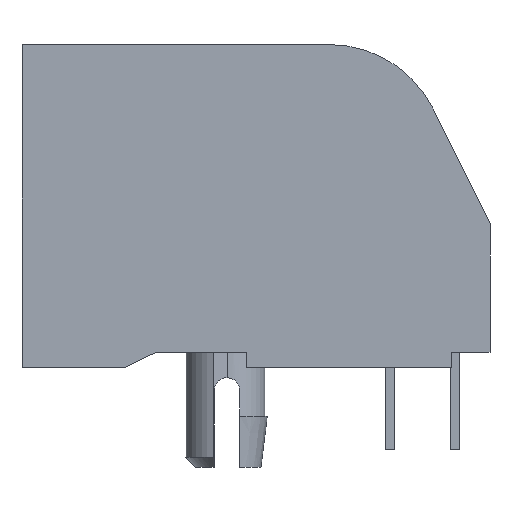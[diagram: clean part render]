
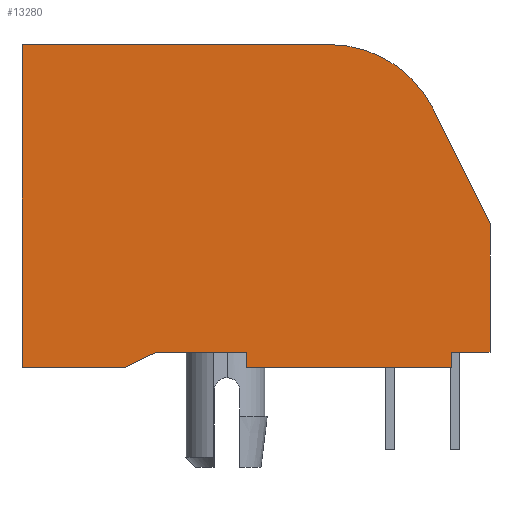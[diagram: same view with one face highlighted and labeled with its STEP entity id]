
A CAD part, front view. The second image highlights one B-rep face of the part: STEP entity #13280.
In plain terms, the highlighted planar face has unit normal (0, -1, 0).
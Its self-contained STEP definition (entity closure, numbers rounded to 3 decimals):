
#242=CIRCLE('',#13796,4.513);
#2013=ORIENTED_EDGE('',*,*,#4262,.T.);
#2014=ORIENTED_EDGE('',*,*,#4263,.T.);
#2015=ORIENTED_EDGE('',*,*,#4264,.T.);
#2016=ORIENTED_EDGE('',*,*,#4181,.T.);
#2017=ORIENTED_EDGE('',*,*,#3382,.T.);
#2018=ORIENTED_EDGE('',*,*,#4197,.F.);
#2019=ORIENTED_EDGE('',*,*,#4198,.T.);
#2020=ORIENTED_EDGE('',*,*,#4191,.T.);
#2021=ORIENTED_EDGE('',*,*,#3378,.T.);
#2022=ORIENTED_EDGE('',*,*,#3991,.T.);
#2023=ORIENTED_EDGE('',*,*,#4253,.T.);
#2024=ORIENTED_EDGE('',*,*,#4030,.T.);
#3378=EDGE_CURVE('',#4771,#4770,#5717,.T.);
#3382=EDGE_CURVE('',#4775,#4774,#5721,.T.);
#3991=EDGE_CURVE('',#4770,#5184,#6224,.T.);
#4030=EDGE_CURVE('',#5205,#5204,#242,.T.);
#4181=EDGE_CURVE('',#5330,#4775,#6395,.T.);
#4191=EDGE_CURVE('',#5335,#4771,#6405,.T.);
#4197=EDGE_CURVE('',#5338,#4774,#6411,.T.);
#4198=EDGE_CURVE('',#5338,#5335,#6412,.T.);
#4253=EDGE_CURVE('',#5184,#5205,#6453,.T.);
#4262=EDGE_CURVE('',#5204,#5371,#6460,.T.);
#4263=EDGE_CURVE('',#5371,#5372,#6461,.T.);
#4264=EDGE_CURVE('',#5372,#5330,#6462,.T.);
#4770=VERTEX_POINT('',#17034);
#4771=VERTEX_POINT('',#17036);
#4774=VERTEX_POINT('',#17042);
#4775=VERTEX_POINT('',#17044);
#5184=VERTEX_POINT('',#18507);
#5204=VERTEX_POINT('',#18580);
#5205=VERTEX_POINT('',#18582);
#5330=VERTEX_POINT('',#18891);
#5335=VERTEX_POINT('',#18912);
#5338=VERTEX_POINT('',#18922);
#5371=VERTEX_POINT('',#19072);
#5372=VERTEX_POINT('',#19074);
#5717=LINE('',#17035,#6988);
#5721=LINE('',#17043,#6992);
#6224=LINE('',#18508,#7495);
#6395=LINE('',#18890,#7666);
#6405=LINE('',#18911,#7676);
#6411=LINE('',#18923,#7682);
#6412=LINE('',#18925,#7683);
#6453=LINE('',#19053,#7724);
#6460=LINE('',#19071,#7731);
#6461=LINE('',#19073,#7732);
#6462=LINE('',#19075,#7733);
#6988=VECTOR('',#14388,1000.);
#6992=VECTOR('',#14392,1000.);
#7495=VECTOR('',#15403,1000.);
#7666=VECTOR('',#15706,1000.);
#7676=VECTOR('',#15728,1000.);
#7682=VECTOR('',#15738,1000.);
#7683=VECTOR('',#15741,1000.);
#7724=VECTOR('',#15848,1000.);
#7731=VECTOR('',#15865,1000.);
#7732=VECTOR('',#15866,1000.);
#7733=VECTOR('',#15867,1000.);
#8404=EDGE_LOOP('',(#2013,#2014,#2015,#2016,#2017,#2018,#2019,#2020,#2021,
#2022,#2023,#2024));
#8903=FACE_BOUND('',#8404,.T.);
#9337=PLANE('',#13888);
#13280=ADVANCED_FACE('',(#8903),#9337,.T.);
#13796=AXIS2_PLACEMENT_3D('',#18581,#15476,#15477);
#13888=AXIS2_PLACEMENT_3D('',#19070,#15863,#15864);
#14388=DIRECTION('',(1.,0.,0.));
#14392=DIRECTION('',(1.,0.,0.));
#15403=DIRECTION('',(0.,0.,1.));
#15476=DIRECTION('',(0.,-1.,0.));
#15477=DIRECTION('',(1.,0.,0.));
#15706=DIRECTION('',(0.903,0.,0.43));
#15728=DIRECTION('',(0.,0.,1.));
#15738=DIRECTION('',(0.,0.,1.));
#15741=DIRECTION('',(1.,0.,0.));
#15848=DIRECTION('',(-0.443,0.,0.897));
#15863=DIRECTION('',(0.,-1.,0.));
#15864=DIRECTION('',(0.,0.,-1.));
#15865=DIRECTION('',(-1.,0.,0.));
#15866=DIRECTION('',(0.,0.,-1.));
#15867=DIRECTION('',(1.,0.,0.));
#17034=CARTESIAN_POINT('',(12.26,-7.62,-5.7));
#17035=CARTESIAN_POINT('',(-0.74,-7.62,-5.7));
#17036=CARTESIAN_POINT('',(10.76,-7.62,-5.7));
#17042=CARTESIAN_POINT('',(2.76,-7.62,-5.7));
#17043=CARTESIAN_POINT('',(-0.74,-7.62,-5.7));
#17044=CARTESIAN_POINT('',(-0.74,-7.62,-5.7));
#18507=CARTESIAN_POINT('',(12.26,-7.62,-0.7));
#18508=CARTESIAN_POINT('',(12.26,-7.62,-5.7));
#18580=CARTESIAN_POINT('',(6.,-7.62,6.3));
#18581=CARTESIAN_POINT('',(6.,-7.62,1.787));
#18582=CARTESIAN_POINT('',(10.047,-7.62,3.784));
#18890=CARTESIAN_POINT('',(-2.,-7.62,-6.3));
#18891=CARTESIAN_POINT('',(-2.,-7.62,-6.3));
#18911=CARTESIAN_POINT('',(10.76,-7.62,-6.3));
#18912=CARTESIAN_POINT('',(10.76,-7.62,-6.3));
#18922=CARTESIAN_POINT('',(2.76,-7.62,-6.3));
#18923=CARTESIAN_POINT('',(2.76,-7.62,-6.3));
#18925=CARTESIAN_POINT('',(2.76,-7.62,-6.3));
#19053=CARTESIAN_POINT('',(12.26,-7.62,-0.7));
#19070=CARTESIAN_POINT('',(6.,-7.62,1.787));
#19071=CARTESIAN_POINT('',(6.,-7.62,6.3));
#19072=CARTESIAN_POINT('',(-6.,-7.62,6.3));
#19073=CARTESIAN_POINT('',(-6.,-7.62,6.3));
#19074=CARTESIAN_POINT('',(-6.,-7.62,-6.3));
#19075=CARTESIAN_POINT('',(-6.,-7.62,-6.3));
